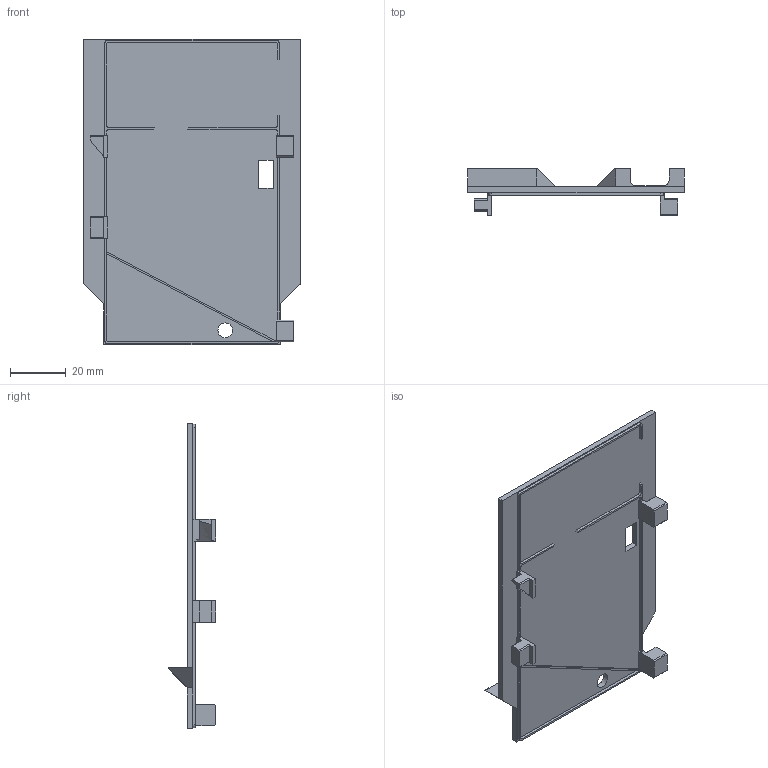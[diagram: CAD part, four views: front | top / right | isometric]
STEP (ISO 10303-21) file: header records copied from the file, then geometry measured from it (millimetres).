
FILE_DESCRIPTION(/* description */ (''),/* implementation_level */ '2;1');
FILE_NAME(/* name */ '2LVL_face_NYLON_PA12.step',/* time_stamp */ '2022-10-14T19:24:49+03:00',/* author */ (''),/* organization */ (''),/* preprocessor_version */ 'ST-DEVELOPER v19',/* originating_system */ 'Autodesk Translation Framework v11.7.0.108',/* authorisation */ '');
FILE_SCHEMA (('AUTOMOTIVE_DESIGN { 1 0 10303 214 3 1 1 }'));
Length unit declared in the file: millimetre
Products named in the file (1): iykujhfaegsrdgfhjk
Bounding box: 78 x 17.27 x 109.98 mm (x, y, z)
Volume: 14248.6 mm3; surface area: 22462.1 mm2
Topology: 1 solids, 1 shells, 586 faces, 1559 edges, 1038 vertices
Faces by surface type: plane 559, cylinder 26, bspline 1
Full cylindrical faces by diameter (mm): 5.3 x1
Entity records: 17974 total; most frequent: CARTESIAN_POINT 3234, ORIENTED_EDGE 3118, DIRECTION 2777, EDGE_CURVE 1559, LINE 1501, VECTOR 1501, VERTEX_POINT 1038, EDGE_LOOP 653
